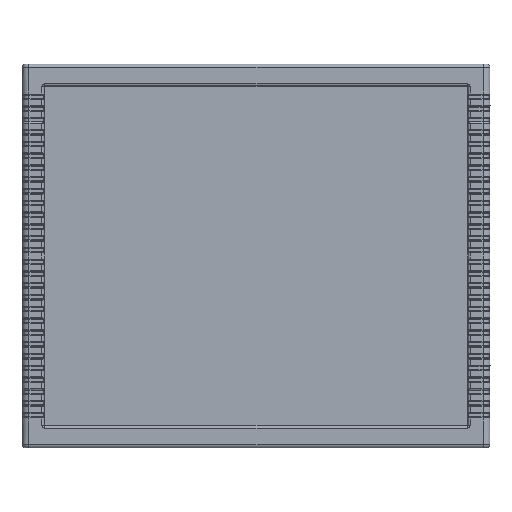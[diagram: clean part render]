
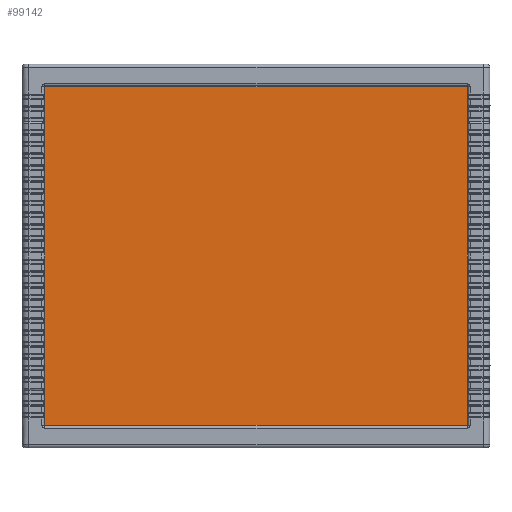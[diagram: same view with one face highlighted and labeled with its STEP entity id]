
A CAD part, front view. The second image highlights one B-rep face of the part: STEP entity #99142.
In plain terms, the highlighted planar face has unit normal (0, -1, 0).
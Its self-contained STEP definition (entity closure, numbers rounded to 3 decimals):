
#10902=FACE_OUTER_BOUND('',#16372,.T.);
#16372=EDGE_LOOP('',(#73565,#73566,#73567,#73568));
#24019=LINE('',#185731,#32734);
#24020=LINE('',#185733,#32735);
#24021=LINE('',#185735,#32736);
#24022=LINE('',#185736,#32737);
#32734=VECTOR('',#123276,100.6);
#32735=VECTOR('',#123277,125.6);
#32736=VECTOR('',#123278,100.6);
#32737=VECTOR('',#123279,125.6);
#41739=VERTEX_POINT('',#185729);
#41740=VERTEX_POINT('',#185730);
#41741=VERTEX_POINT('',#185732);
#41742=VERTEX_POINT('',#185734);
#53120=EDGE_CURVE('',#41739,#41740,#24019,.T.);
#53121=EDGE_CURVE('',#41741,#41739,#24020,.T.);
#53122=EDGE_CURVE('',#41742,#41741,#24021,.T.);
#53123=EDGE_CURVE('',#41740,#41742,#24022,.T.);
#73565=ORIENTED_EDGE('',*,*,#53120,.F.);
#73566=ORIENTED_EDGE('',*,*,#53121,.F.);
#73567=ORIENTED_EDGE('',*,*,#53122,.F.);
#73568=ORIENTED_EDGE('',*,*,#53123,.F.);
#90040=PLANE('',#106049);
#99142=ADVANCED_FACE('',(#10902),#90040,.T.);
#106049=AXIS2_PLACEMENT_3D('',#185728,#123274,#123275);
#123274=DIRECTION('center_axis',(0.,-1.,0.));
#123275=DIRECTION('ref_axis',(-1.,0.,0.));
#123276=DIRECTION('',(0.,0.,-1.));
#123277=DIRECTION('',(1.,0.,0.));
#123278=DIRECTION('',(0.,0.,1.));
#123279=DIRECTION('',(-1.,0.,0.));
#185728=CARTESIAN_POINT('Origin',(0.,-2.,0.));
#185729=CARTESIAN_POINT('',(62.8,-2.,50.3));
#185730=CARTESIAN_POINT('',(62.8,-2.,-50.3));
#185731=CARTESIAN_POINT('',(62.8,-2.,50.3));
#185732=CARTESIAN_POINT('',(-62.8,-2.,50.3));
#185733=CARTESIAN_POINT('',(-62.8,-2.,50.3));
#185734=CARTESIAN_POINT('',(-62.8,-2.,-50.3));
#185735=CARTESIAN_POINT('',(-62.8,-2.,-50.3));
#185736=CARTESIAN_POINT('',(62.8,-2.,-50.3));
